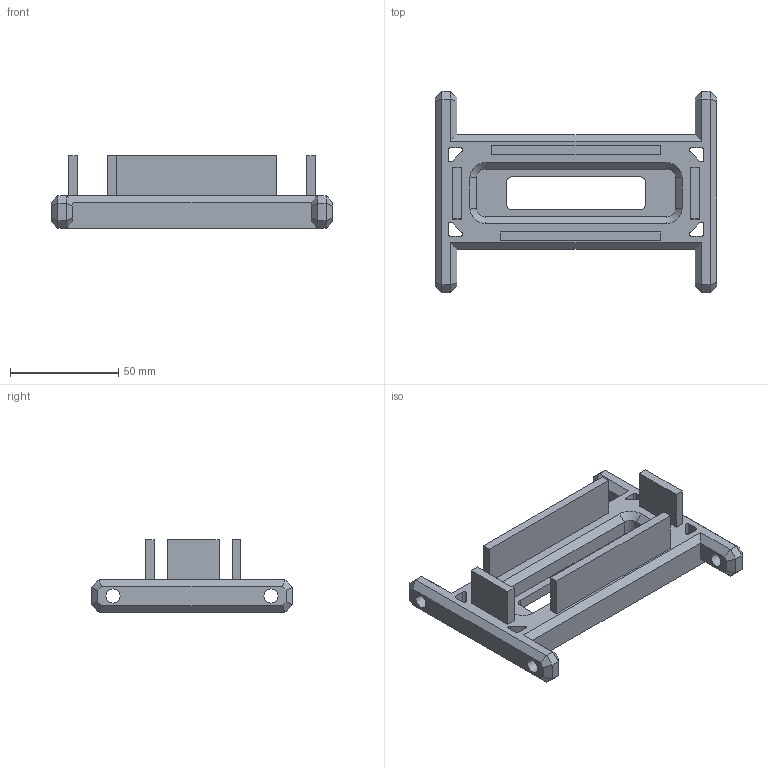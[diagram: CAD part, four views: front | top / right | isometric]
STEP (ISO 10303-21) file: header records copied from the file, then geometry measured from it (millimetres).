
FILE_DESCRIPTION(('CATIA V5 STEP Exchange'),'2;1');
FILE_NAME('TS10007.stp','2021-10-09T18:41:22+00:00',('none'),('none'),'CATIA Version 5 Release 21 GA (IN-10)','CATIA V5 STEP AP214','none');
FILE_SCHEMA(('AUTOMOTIVE_DESIGN { 1 0 10303 214 1 1 1 1 }'));
Length unit declared in the file: millimetre
Products named in the file (1): TS10007
Bounding box: 130 x 93 x 33.5 mm (x, y, z)
Volume: 96821.1 mm3; surface area: 31777.2 mm2
Topology: 1 solids, 1 shells, 137 faces, 348 edges, 218 vertices
Faces by surface type: plane 105, cylinder 28, cone 4
Entity records: 3888 total; most frequent: CARTESIAN_POINT 716, ORIENTED_EDGE 696, DIRECTION 538, EDGE_CURVE 348, VECTOR 252, LINE 252, VERTEX_POINT 218, AXIS2_PLACEMENT_3D 174
